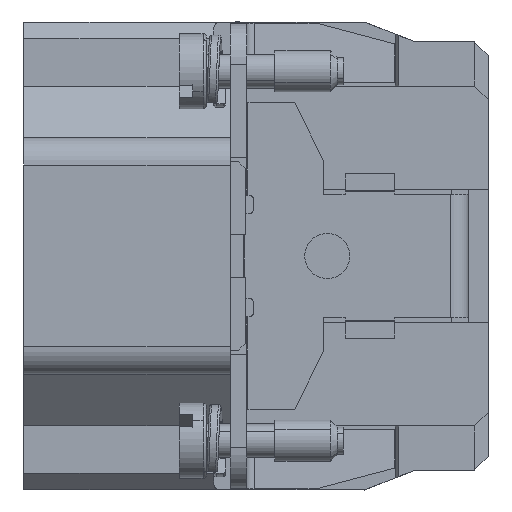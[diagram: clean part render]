
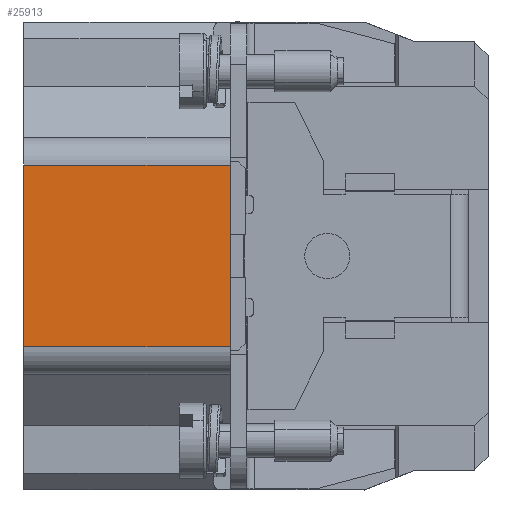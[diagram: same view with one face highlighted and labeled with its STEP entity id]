
A CAD part, left-side view. The second image highlights one B-rep face of the part: STEP entity #25913.
In plain terms, the highlighted planar face has unit normal (-1, 0, 0).
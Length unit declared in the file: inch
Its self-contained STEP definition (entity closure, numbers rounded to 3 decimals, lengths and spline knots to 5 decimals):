
#1948 = VERTEX_POINT ( 'NONE', #29769 ) ;
#2523 = LINE ( 'NONE', #15679, #29555 ) ;
#6010 = DIRECTION ( 'NONE',  ( 0., 0., -1. ) ) ;
#6283 = LINE ( 'NONE', #19431, #23198 ) ;
#6496 = LINE ( 'NONE', #29141, #11716 ) ;
#6542 = DIRECTION ( 'NONE',  ( 0., 0., -1. ) ) ;
#7475 = VERTEX_POINT ( 'NONE', #27463 ) ;
#9339 = VERTEX_POINT ( 'NONE', #13980 ) ;
#9412 = DIRECTION ( 'NONE',  ( 1., 0., 0. ) ) ;
#11716 = VECTOR ( 'NONE', #31908, 39.37008 ) ;
#12177 = CARTESIAN_POINT ( 'NONE',  ( -2.82896, 0.24655, 1.1065 ) ) ;
#13980 = CARTESIAN_POINT ( 'NONE',  ( -2.82896, 0.85253, 1.09604 ) ) ;
#15434 = DIRECTION ( 'NONE',  ( 0., 0., -1. ) ) ;
#15679 = CARTESIAN_POINT ( 'NONE',  ( -2.82896, 0.85253, 1.53488 ) ) ;
#16066 = ORIENTED_EDGE ( 'NONE', *, *, #31469, .F. ) ;
#16972 = VECTOR ( 'NONE', #34476, 39.37008 ) ;
#19431 = CARTESIAN_POINT ( 'NONE',  ( -2.82896, 0.25843, 1.1065 ) ) ;
#20303 = EDGE_CURVE ( 'NONE', #9339, #27596, #2523, .T. ) ;
#21379 = LINE ( 'NONE', #37660, #16972 ) ;
#23198 = VECTOR ( 'NONE', #15434, 39.37008 ) ;
#23406 = AXIS2_PLACEMENT_3D ( 'NONE', #12177, #9412, #6010 ) ;
#24681 = ORIENTED_EDGE ( 'NONE', *, *, #31457, .F. ) ;
#25199 = CARTESIAN_POINT ( 'NONE',  ( -2.82896, 0.85253, 0.57324 ) ) ;
#25913 = ADVANCED_FACE ( 'NONE', ( #31644 ), #28268, .F. ) ;
#27463 = CARTESIAN_POINT ( 'NONE',  ( -2.82896, 0.25843, 1.09604 ) ) ;
#27596 = VERTEX_POINT ( 'NONE', #25199 ) ;
#27857 = ORIENTED_EDGE ( 'NONE', *, *, #36777, .F. ) ;
#28268 = PLANE ( 'NONE',  #23406 ) ;
#28856 = ORIENTED_EDGE ( 'NONE', *, *, #20303, .T. ) ;
#29141 = CARTESIAN_POINT ( 'NONE',  ( -2.82896, 0.85253, 0.57324 ) ) ;
#29555 = VECTOR ( 'NONE', #6542, 39.37008 ) ;
#29769 = CARTESIAN_POINT ( 'NONE',  ( -2.82896, 0.25843, 0.57324 ) ) ;
#31457 = EDGE_CURVE ( 'NONE', #7475, #1948, #6283, .T. ) ;
#31469 = EDGE_CURVE ( 'NONE', #1948, #27596, #6496, .T. ) ;
#31644 = FACE_OUTER_BOUND ( 'NONE', #32855, .T. ) ;
#31908 = DIRECTION ( 'NONE',  ( 0., 1., 0. ) ) ;
#32855 = EDGE_LOOP ( 'NONE', ( #16066, #24681, #27857, #28856 ) ) ;
#34476 = DIRECTION ( 'NONE',  ( 0., -1., 0. ) ) ;
#36777 = EDGE_CURVE ( 'NONE', #9339, #7475, #21379, .T. ) ;
#37660 = CARTESIAN_POINT ( 'NONE',  ( -2.82896, 0.24655, 1.09604 ) ) ;
